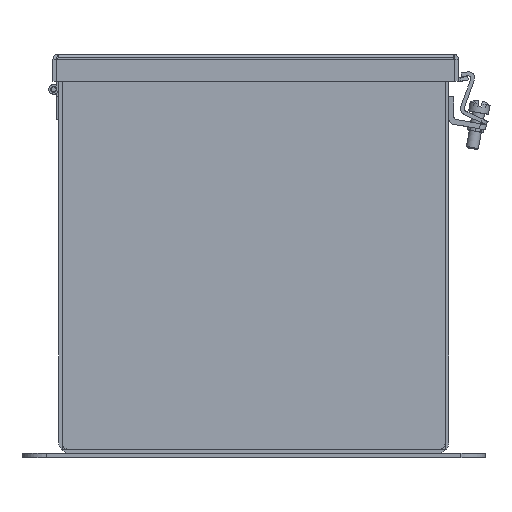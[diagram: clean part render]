
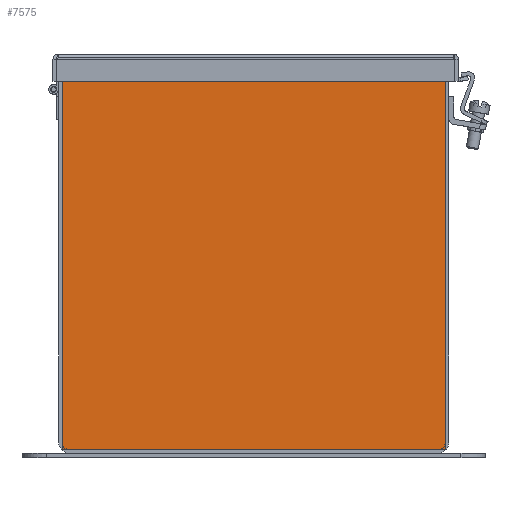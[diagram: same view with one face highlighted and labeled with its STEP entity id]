
A CAD part, left-side view. The second image highlights one B-rep face of the part: STEP entity #7575.
In plain terms, the highlighted planar face has unit normal (-1, 0, 0).
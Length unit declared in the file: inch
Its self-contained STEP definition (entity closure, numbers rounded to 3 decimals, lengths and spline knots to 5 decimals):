
#60 = EDGE_CURVE ( 'NONE', #39954, #22088, #7632, .T. ) ;
#134 = VERTEX_POINT ( 'NONE', #28595 ) ;
#1543 = LINE ( 'NONE', #7639, #19860 ) ;
#1846 = VECTOR ( 'NONE', #34095, 39.37008 ) ;
#3307 = EDGE_CURVE ( 'NONE', #22088, #21017, #29637, .T. ) ;
#3380 = CARTESIAN_POINT ( 'NONE',  ( -1.70918, 6.18875, 5.79059 ) ) ;
#3856 = VECTOR ( 'NONE', #11103, 39.37008 ) ;
#3898 = ORIENTED_EDGE ( 'NONE', *, *, #14430, .T. ) ;
#4087 = CARTESIAN_POINT ( 'NONE',  ( -1.70918, -1.17725, 5.82204 ) ) ;
#4257 = VECTOR ( 'NONE', #27827, 39.37008 ) ;
#4424 = ORIENTED_EDGE ( 'NONE', *, *, #29122, .T. ) ;
#5609 = VERTEX_POINT ( 'NONE', #20852 ) ;
#5700 = DIRECTION ( 'NONE',  ( 0., -1., 0. ) ) ;
#6038 = VECTOR ( 'NONE', #41729, 39.37008 ) ;
#6240 = LINE ( 'NONE', #8714, #26973 ) ;
#7575 = ADVANCED_FACE ( 'NONE', ( #9391 ), #35582, .F. ) ;
#7596 = VECTOR ( 'NONE', #32595, 39.37008 ) ;
#7632 = LINE ( 'NONE', #20805, #3856 ) ;
#7639 = CARTESIAN_POINT ( 'NONE',  ( -1.70918, 6.67475, -2.02996 ) ) ;
#7859 = ORIENTED_EDGE ( 'NONE', *, *, #17333, .F. ) ;
#8222 = EDGE_LOOP ( 'NONE', ( #4424, #3898, #19835, #14340, #15631, #30003, #33218, #39868, #7859, #27451, #15716, #36676 ) ) ;
#8714 = CARTESIAN_POINT ( 'NONE',  ( -1.70918, 6.67475, 5.82204 ) ) ;
#9391 = FACE_OUTER_BOUND ( 'NONE', #8222, .T. ) ;
#10580 = DIRECTION ( 'NONE',  ( 0., 0., 1. ) ) ;
#11103 = DIRECTION ( 'NONE',  ( 0., 0., -1. ) ) ;
#11223 = CARTESIAN_POINT ( 'NONE',  ( -1.70918, 6.67475, 5.82204 ) ) ;
#12855 = AXIS2_PLACEMENT_3D ( 'NONE', #19294, #32532, #26061 ) ;
#14053 = LINE ( 'NONE', #27671, #28125 ) ;
#14200 = CARTESIAN_POINT ( 'NONE',  ( -1.70918, 6.18895, 5.79059 ) ) ;
#14340 = ORIENTED_EDGE ( 'NONE', *, *, #60, .T. ) ;
#14430 = EDGE_CURVE ( 'NONE', #40278, #20584, #14053, .T. ) ;
#14962 = DIRECTION ( 'NONE',  ( 0., 0., 1. ) ) ;
#15631 = ORIENTED_EDGE ( 'NONE', *, *, #3307, .T. ) ;
#15716 = ORIENTED_EDGE ( 'NONE', *, *, #29355, .F. ) ;
#16963 = EDGE_CURVE ( 'NONE', #35896, #21017, #18349, .T. ) ;
#17223 = LINE ( 'NONE', #34522, #4257 ) ;
#17288 = DIRECTION ( 'NONE',  ( 0., 1., 0. ) ) ;
#17333 = EDGE_CURVE ( 'NONE', #5609, #27757, #1543, .T. ) ;
#17521 = VERTEX_POINT ( 'NONE', #4087 ) ;
#17717 = VERTEX_POINT ( 'NONE', #11223 ) ;
#18349 = LINE ( 'NONE', #35263, #6038 ) ;
#19294 = CARTESIAN_POINT ( 'NONE',  ( -1.70918, 2.74875, 1.89604 ) ) ;
#19835 = ORIENTED_EDGE ( 'NONE', *, *, #24559, .F. ) ;
#19856 = CARTESIAN_POINT ( 'NONE',  ( -1.70918, 6.18895, 5.82204 ) ) ;
#19860 = VECTOR ( 'NONE', #20817, 39.37008 ) ;
#20293 = CARTESIAN_POINT ( 'NONE',  ( -1.70918, -0.69145, 5.79059 ) ) ;
#20478 = EDGE_CURVE ( 'NONE', #27757, #17717, #6240, .T. ) ;
#20584 = VERTEX_POINT ( 'NONE', #21567 ) ;
#20748 = VERTEX_POINT ( 'NONE', #38864 ) ;
#20805 = CARTESIAN_POINT ( 'NONE',  ( -1.70918, 6.18875, 5.82204 ) ) ;
#20817 = DIRECTION ( 'NONE',  ( 0., 1., 0. ) ) ;
#20852 = CARTESIAN_POINT ( 'NONE',  ( -1.70918, -1.17725, -2.02996 ) ) ;
#21017 = VERTEX_POINT ( 'NONE', #14200 ) ;
#21567 = CARTESIAN_POINT ( 'NONE',  ( -1.70918, -0.69125, 5.79079 ) ) ;
#21657 = CARTESIAN_POINT ( 'NONE',  ( -1.70918, 6.18875, 5.79079 ) ) ;
#21733 = LINE ( 'NONE', #31056, #1846 ) ;
#21815 = DIRECTION ( 'NONE',  ( 0., 0., -1. ) ) ;
#22088 = VERTEX_POINT ( 'NONE', #31832 ) ;
#23520 = EDGE_CURVE ( 'NONE', #134, #20748, #25913, .T. ) ;
#24559 = EDGE_CURVE ( 'NONE', #39954, #20584, #17223, .T. ) ;
#24664 = CARTESIAN_POINT ( 'NONE',  ( -1.70918, -1.17725, -2.02996 ) ) ;
#25102 = CARTESIAN_POINT ( 'NONE',  ( -1.70918, -0.69125, 5.79059 ) ) ;
#25177 = VECTOR ( 'NONE', #5700, 39.37008 ) ;
#25913 = LINE ( 'NONE', #32816, #7596 ) ;
#26061 = DIRECTION ( 'NONE',  ( 0., 1., 0. ) ) ;
#26973 = VECTOR ( 'NONE', #14962, 39.37008 ) ;
#27451 = ORIENTED_EDGE ( 'NONE', *, *, #39420, .F. ) ;
#27671 = CARTESIAN_POINT ( 'NONE',  ( -1.70918, -0.69125, 5.79059 ) ) ;
#27757 = VERTEX_POINT ( 'NONE', #37175 ) ;
#27827 = DIRECTION ( 'NONE',  ( 0., -1., 0. ) ) ;
#28125 = VECTOR ( 'NONE', #10580, 39.37008 ) ;
#28595 = CARTESIAN_POINT ( 'NONE',  ( -1.70918, -0.69145, 5.79059 ) ) ;
#28855 = LINE ( 'NONE', #36220, #25177 ) ;
#29122 = EDGE_CURVE ( 'NONE', #134, #40278, #40618, .T. ) ;
#29355 = EDGE_CURVE ( 'NONE', #20748, #17521, #21733, .T. ) ;
#29637 = LINE ( 'NONE', #3380, #36207 ) ;
#29788 = VECTOR ( 'NONE', #21815, 39.37008 ) ;
#30003 = ORIENTED_EDGE ( 'NONE', *, *, #16963, .F. ) ;
#31056 = CARTESIAN_POINT ( 'NONE',  ( -1.70918, -1.17725, 5.82204 ) ) ;
#31832 = CARTESIAN_POINT ( 'NONE',  ( -1.70918, 6.18875, 5.79059 ) ) ;
#32532 = DIRECTION ( 'NONE',  ( 1., 0., 0. ) ) ;
#32595 = DIRECTION ( 'NONE',  ( 0., 0., 1. ) ) ;
#32816 = CARTESIAN_POINT ( 'NONE',  ( -1.70918, -0.69145, 1.89604 ) ) ;
#33218 = ORIENTED_EDGE ( 'NONE', *, *, #42001, .F. ) ;
#34095 = DIRECTION ( 'NONE',  ( 0., -1., 0. ) ) ;
#34522 = CARTESIAN_POINT ( 'NONE',  ( -1.70918, 2.74875, 5.79079 ) ) ;
#35038 = LINE ( 'NONE', #24664, #29788 ) ;
#35263 = CARTESIAN_POINT ( 'NONE',  ( -1.70918, 6.18895, 1.89604 ) ) ;
#35582 = PLANE ( 'NONE',  #12855 ) ;
#35896 = VERTEX_POINT ( 'NONE', #19856 ) ;
#36207 = VECTOR ( 'NONE', #40427, 39.37008 ) ;
#36220 = CARTESIAN_POINT ( 'NONE',  ( -1.70918, -1.17725, 5.82204 ) ) ;
#36413 = VECTOR ( 'NONE', #17288, 39.37008 ) ;
#36676 = ORIENTED_EDGE ( 'NONE', *, *, #23520, .F. ) ;
#37175 = CARTESIAN_POINT ( 'NONE',  ( -1.70918, 6.67475, -2.02996 ) ) ;
#38864 = CARTESIAN_POINT ( 'NONE',  ( -1.70918, -0.69145, 5.82204 ) ) ;
#39420 = EDGE_CURVE ( 'NONE', #17521, #5609, #35038, .T. ) ;
#39868 = ORIENTED_EDGE ( 'NONE', *, *, #20478, .F. ) ;
#39954 = VERTEX_POINT ( 'NONE', #21657 ) ;
#40278 = VERTEX_POINT ( 'NONE', #25102 ) ;
#40427 = DIRECTION ( 'NONE',  ( 0., 1., 0. ) ) ;
#40618 = LINE ( 'NONE', #20293, #36413 ) ;
#41729 = DIRECTION ( 'NONE',  ( 0., 0., -1. ) ) ;
#42001 = EDGE_CURVE ( 'NONE', #17717, #35896, #28855, .T. ) ;
